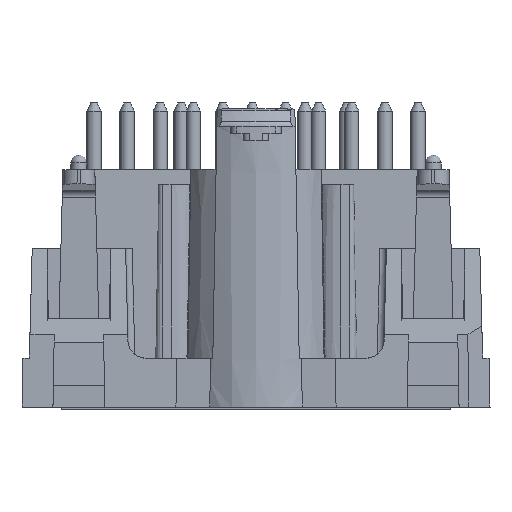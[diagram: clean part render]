
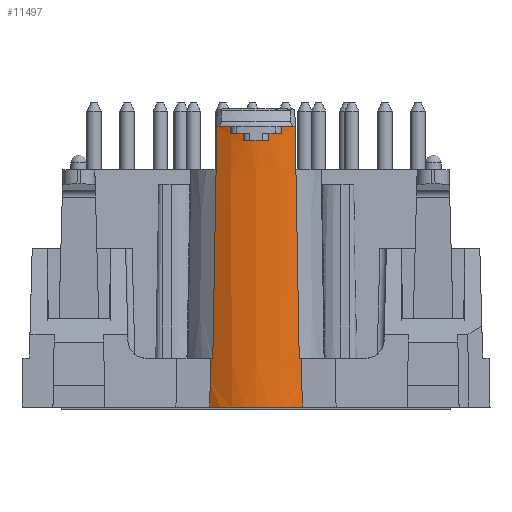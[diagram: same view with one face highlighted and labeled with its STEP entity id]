
A CAD part, left-side view. The second image highlights one B-rep face of the part: STEP entity #11497.
In plain terms, the highlighted conical face has half-angle 0.356 degrees and reference radius 5.5 mm.
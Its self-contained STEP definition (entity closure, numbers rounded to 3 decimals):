
#42=ELLIPSE('',#11981,430.867,7.027);
#43=ELLIPSE('',#11997,430.867,7.027);
#124=ELLIPSE('',#12200,255.779,4.172);
#125=ELLIPSE('',#12203,255.779,4.172);
#423=LINE('',#15981,#1177);
#426=LINE('',#15989,#1180);
#429=LINE('',#15997,#1183);
#432=LINE('',#16005,#1186);
#1177=VECTOR('',#13154,1000.);
#1180=VECTOR('',#13163,1000.);
#1183=VECTOR('',#13172,1000.);
#1186=VECTOR('',#13181,1000.);
#2213=CIRCLE('',#11979,5.5);
#2214=CIRCLE('',#11983,5.6);
#2215=CIRCLE('',#11986,5.597);
#2216=CIRCLE('',#11989,5.594);
#2217=CIRCLE('',#11992,5.597);
#2218=CIRCLE('',#11995,5.6);
#2221=CIRCLE('',#12001,5.5);
#2241=CIRCLE('',#12202,5.479);
#3285=ORIENTED_EDGE('',*,*,#5276,.T.);
#3286=ORIENTED_EDGE('',*,*,#5277,.F.);
#3287=ORIENTED_EDGE('',*,*,#4962,.T.);
#3288=ORIENTED_EDGE('',*,*,#4959,.T.);
#3289=ORIENTED_EDGE('',*,*,#4957,.T.);
#3290=ORIENTED_EDGE('',*,*,#4955,.T.);
#3291=ORIENTED_EDGE('',*,*,#4953,.T.);
#3292=ORIENTED_EDGE('',*,*,#4951,.T.);
#3293=ORIENTED_EDGE('',*,*,#4949,.T.);
#3294=ORIENTED_EDGE('',*,*,#4947,.T.);
#3295=ORIENTED_EDGE('',*,*,#4945,.T.);
#3296=ORIENTED_EDGE('',*,*,#4943,.T.);
#3297=ORIENTED_EDGE('',*,*,#4941,.T.);
#3298=ORIENTED_EDGE('',*,*,#4939,.T.);
#3299=ORIENTED_EDGE('',*,*,#4938,.T.);
#3300=ORIENTED_EDGE('',*,*,#5275,.F.);
#4938=EDGE_CURVE('',#6053,#6054,#2213,.T.);
#4939=EDGE_CURVE('',#6055,#6053,#42,.T.);
#4941=EDGE_CURVE('',#6056,#6055,#2214,.T.);
#4943=EDGE_CURVE('',#6057,#6056,#423,.T.);
#4945=EDGE_CURVE('',#6058,#6057,#2215,.T.);
#4947=EDGE_CURVE('',#6059,#6058,#426,.T.);
#4949=EDGE_CURVE('',#6060,#6059,#2216,.T.);
#4951=EDGE_CURVE('',#6061,#6060,#429,.T.);
#4953=EDGE_CURVE('',#6062,#6061,#2217,.T.);
#4955=EDGE_CURVE('',#6063,#6062,#432,.T.);
#4957=EDGE_CURVE('',#6064,#6063,#2218,.T.);
#4959=EDGE_CURVE('',#6065,#6064,#43,.T.);
#4962=EDGE_CURVE('',#6066,#6065,#2221,.T.);
#5275=EDGE_CURVE('',#6287,#6054,#124,.T.);
#5276=EDGE_CURVE('',#6287,#6288,#2241,.T.);
#5277=EDGE_CURVE('',#6066,#6288,#125,.T.);
#6053=VERTEX_POINT('',#15968);
#6054=VERTEX_POINT('',#15970);
#6055=VERTEX_POINT('',#15974);
#6056=VERTEX_POINT('',#15978);
#6057=VERTEX_POINT('',#15982);
#6058=VERTEX_POINT('',#15986);
#6059=VERTEX_POINT('',#15990);
#6060=VERTEX_POINT('',#15994);
#6061=VERTEX_POINT('',#15998);
#6062=VERTEX_POINT('',#16002);
#6063=VERTEX_POINT('',#16006);
#6064=VERTEX_POINT('',#16010);
#6065=VERTEX_POINT('',#16014);
#6066=VERTEX_POINT('',#16018);
#6287=VERTEX_POINT('',#16651);
#6288=VERTEX_POINT('',#16655);
#6901=EDGE_LOOP('',(#3285,#3286,#3287,#3288,#3289,#3290,#3291,#3292,#3293,
#3294,#3295,#3296,#3297,#3298,#3299,#3300));
#7499=FACE_BOUND('',#6901,.T.);
#7920=CONICAL_SURFACE('',#12201,5.5,0.006);
#11497=ADVANCED_FACE('',(#7499),#7920,.T.);
#11979=AXIS2_PLACEMENT_3D('',#15971,#13140,#13141);
#11981=AXIS2_PLACEMENT_3D('',#15973,#13144,#13145);
#11983=AXIS2_PLACEMENT_3D('',#15977,#13149,#13150);
#11986=AXIS2_PLACEMENT_3D('',#15985,#13158,#13159);
#11989=AXIS2_PLACEMENT_3D('',#15993,#13167,#13168);
#11992=AXIS2_PLACEMENT_3D('',#16001,#13176,#13177);
#11995=AXIS2_PLACEMENT_3D('',#16009,#13185,#13186);
#11997=AXIS2_PLACEMENT_3D('',#16013,#13190,#13191);
#12001=AXIS2_PLACEMENT_3D('',#16019,#13198,#13199);
#12200=AXIS2_PLACEMENT_3D('',#16652,#13809,#13810);
#12201=AXIS2_PLACEMENT_3D('',#16653,#13811,#13812);
#12202=AXIS2_PLACEMENT_3D('',#16654,#13813,#13814);
#12203=AXIS2_PLACEMENT_3D('',#16656,#13815,#13816);
#13140=DIRECTION('',(0.,0.,-1.));
#13141=DIRECTION('',(-1.,0.,0.));
#13144=DIRECTION('',(0.,-1.,-0.017));
#13145=DIRECTION('',(0.,-0.017,1.));
#13149=DIRECTION('',(0.,0.,-1.));
#13150=DIRECTION('',(-1.,0.,0.));
#13154=DIRECTION('',(-0.007,0.,1.));
#13158=DIRECTION('',(0.,0.,-1.));
#13159=DIRECTION('',(-1.,0.,0.));
#13163=DIRECTION('',(-0.006,0.,1.));
#13167=DIRECTION('',(0.,0.,-1.));
#13168=DIRECTION('',(-1.,0.,0.));
#13172=DIRECTION('',(0.006,0.,-1.));
#13176=DIRECTION('',(0.,0.,-1.));
#13177=DIRECTION('',(-1.,0.,0.));
#13181=DIRECTION('',(0.007,0.,-1.));
#13185=DIRECTION('',(0.,0.,-1.));
#13186=DIRECTION('',(-1.,0.,0.));
#13190=DIRECTION('',(0.,1.,-0.017));
#13191=DIRECTION('',(0.,0.017,1.));
#13198=DIRECTION('',(0.,0.,-1.));
#13199=DIRECTION('',(-1.,0.,0.));
#13809=DIRECTION('',(1.,0.,0.017));
#13810=DIRECTION('',(-0.017,0.,1.));
#13811=DIRECTION('',(0.,0.,1.));
#13812=DIRECTION('',(-1.,0.,0.));
#13813=DIRECTION('',(0.,0.,1.));
#13814=DIRECTION('',(1.,0.,0.));
#13815=DIRECTION('',(1.,0.,0.017));
#13816=DIRECTION('',(-0.017,0.,1.));
#15968=CARTESIAN_POINT('',(-32.11,3.,3.25));
#15970=CARTESIAN_POINT('',(-32.,3.162,3.25));
#15971=CARTESIAN_POINT('',(-27.5,0.,3.25));
#15973=CARTESIAN_POINT('',(-27.5,-2.676,328.415));
#15974=CARTESIAN_POINT('',(-32.396,2.719,19.35));
#15977=CARTESIAN_POINT('',(-27.5,0.,19.35));
#15978=CARTESIAN_POINT('',(-32.82,1.75,19.35));
#15981=CARTESIAN_POINT('',(-32.818,1.75,19.1));
#15982=CARTESIAN_POINT('',(-32.816,1.75,18.85));
#15985=CARTESIAN_POINT('',(-27.5,0.,18.85));
#15986=CARTESIAN_POINT('',(-33.024,0.9,18.85));
#15989=CARTESIAN_POINT('',(-33.022,0.9,18.6));
#15990=CARTESIAN_POINT('',(-33.021,0.9,18.35));
#15993=CARTESIAN_POINT('',(-27.5,0.,18.35));
#15994=CARTESIAN_POINT('',(-33.021,-0.9,18.35));
#15997=CARTESIAN_POINT('',(-33.022,-0.9,18.6));
#15998=CARTESIAN_POINT('',(-33.024,-0.9,18.85));
#16001=CARTESIAN_POINT('',(-27.5,0.,18.85));
#16002=CARTESIAN_POINT('',(-32.816,-1.75,18.85));
#16005=CARTESIAN_POINT('',(-32.818,-1.75,19.1));
#16006=CARTESIAN_POINT('',(-32.82,-1.75,19.35));
#16009=CARTESIAN_POINT('',(-27.5,0.,19.35));
#16010=CARTESIAN_POINT('',(-32.396,-2.719,19.35));
#16013=CARTESIAN_POINT('',(-27.5,2.676,328.415));
#16014=CARTESIAN_POINT('',(-32.11,-3.,3.25));
#16018=CARTESIAN_POINT('',(-32.,-3.162,3.25));
#16019=CARTESIAN_POINT('',(-27.5,0.,3.25));
#16651=CARTESIAN_POINT('',(-31.941,3.209,-0.15));
#16652=CARTESIAN_POINT('',(-29.088,0.,-163.553));
#16653=CARTESIAN_POINT('',(-27.5,0.,3.25));
#16654=CARTESIAN_POINT('',(-27.5,0.,-0.15));
#16655=CARTESIAN_POINT('',(-31.941,-3.209,-0.15));
#16656=CARTESIAN_POINT('',(-29.088,0.,-163.553));
